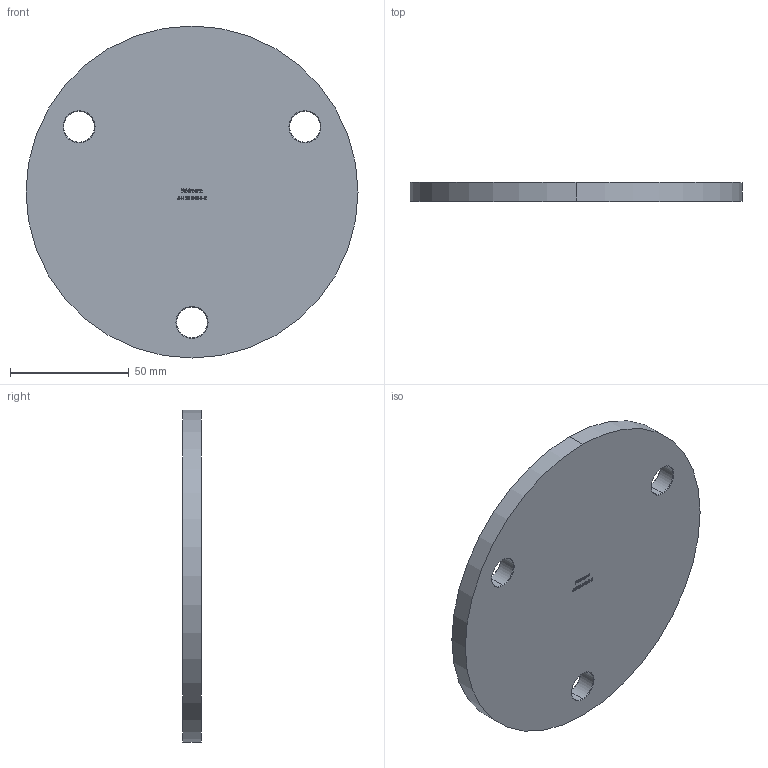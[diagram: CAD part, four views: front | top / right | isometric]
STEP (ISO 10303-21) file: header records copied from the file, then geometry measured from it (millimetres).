
FILE_DESCRIPTION (( 'STEP AP203' ), '1' );
FILE_NAME ('54126-240-8-R.step', '2020-10-21T11:02:16', ( '' ), ( '' ), 'SwSTEP 2.0', 'SolidWorks 2018', '' );
FILE_SCHEMA (( 'CONFIG_CONTROL_DESIGN' ));
Length unit declared in the file: millimetre
Products named in the file (2): 54126-240-8-R
Bounding box: 140 x 8 x 140 mm (x, y, z)
Volume: 119956.4 mm3; surface area: 34465.7 mm2
Topology: 1 solids, 1 shells, 291 faces, 762 edges, 504 vertices
Faces by surface type: plane 163, bspline 108, cone 12, cylinder 8
Entity records: 14887 total; most frequent: CARTESIAN_POINT 8267, ORIENTED_EDGE 1524, DIRECTION 944, EDGE_CURVE 762, VECTOR 518, LINE 518, VERTEX_POINT 504, EDGE_LOOP 328
